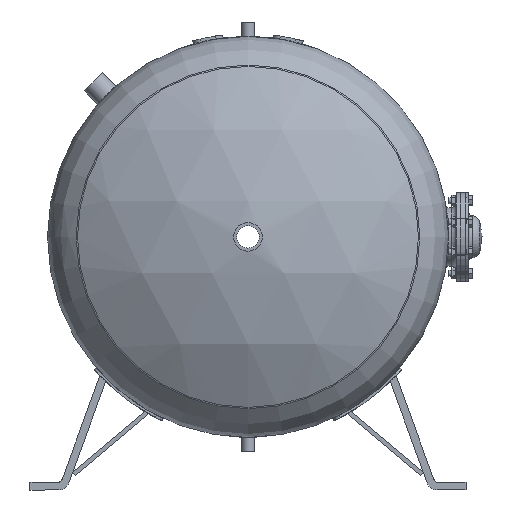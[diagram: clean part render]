
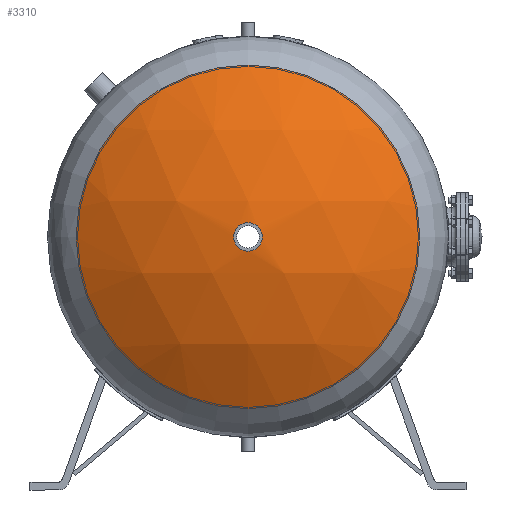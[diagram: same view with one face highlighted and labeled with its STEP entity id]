
A CAD part, left-side view. The second image highlights one B-rep face of the part: STEP entity #3310.
In plain terms, the highlighted spherical face has radius 640 mm.
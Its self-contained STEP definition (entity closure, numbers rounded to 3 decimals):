
#12=SPHERICAL_SURFACE('',#3700,640.);
#381=CIRCLE('',#3693,28.5);
#385=CIRCLE('',#3701,342.786);
#928=FACE_BOUND('',#1477,.T.);
#1126=FACE_OUTER_BOUND('',#1476,.T.);
#1476=EDGE_LOOP('',(#3016));
#1477=EDGE_LOOP('',(#3017));
#1838=VERTEX_POINT('',#6622);
#1842=VERTEX_POINT('',#6634);
#2231=EDGE_CURVE('',#1838,#1838,#381,.T.);
#2235=EDGE_CURVE('',#1842,#1842,#385,.T.);
#3016=ORIENTED_EDGE('',*,*,#2235,.F.);
#3017=ORIENTED_EDGE('',*,*,#2231,.T.);
#3310=ADVANCED_FACE('',(#1126,#928),#12,.T.);
#3693=AXIS2_PLACEMENT_3D('',#6623,#4605,#4606);
#3700=AXIS2_PLACEMENT_3D('',#6633,#4619,#4620);
#3701=AXIS2_PLACEMENT_3D('',#6635,#4621,#4622);
#4605=DIRECTION('center_axis',(0.,-1.,0.));
#4606=DIRECTION('ref_axis',(-1.,0.,0.));
#4619=DIRECTION('center_axis',(0.,0.,1.));
#4620=DIRECTION('ref_axis',(1.,0.,0.));
#4621=DIRECTION('center_axis',(0.,-1.,0.));
#4622=DIRECTION('ref_axis',(1.,0.,0.));
#6622=CARTESIAN_POINT('',(28.5,219.365,0.));
#6623=CARTESIAN_POINT('Origin',(0.,219.365,0.));
#6633=CARTESIAN_POINT('Origin',(0.,-420.,0.));
#6634=CARTESIAN_POINT('',(342.786,120.46,0.));
#6635=CARTESIAN_POINT('Origin',(0.,120.46,0.));
